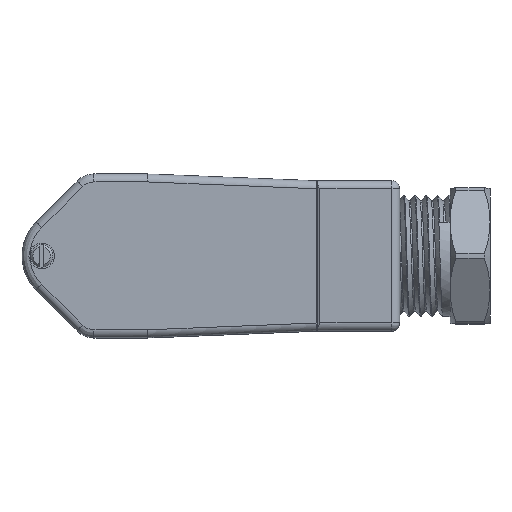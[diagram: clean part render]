
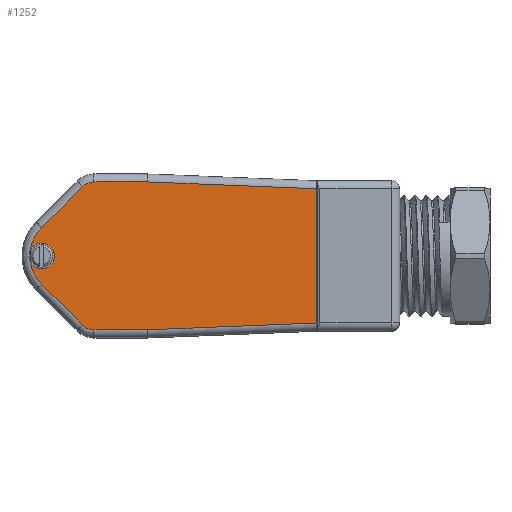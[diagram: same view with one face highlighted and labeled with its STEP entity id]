
A CAD part, top view. The second image highlights one B-rep face of the part: STEP entity #1252.
In plain terms, the highlighted planar face has unit normal (0, 0, 1).
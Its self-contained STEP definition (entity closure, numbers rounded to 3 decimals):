
#927=CIRCLE('',#7969,1.6);
#928=CIRCLE('',#7970,1.6);
#929=CIRCLE('',#7972,2.);
#930=CIRCLE('',#7973,5.);
#931=CIRCLE('',#7974,5.);
#932=CIRCLE('',#7975,2.);
#1252=ADVANCED_FACE('',(#1909),#1727,.T.);
#1727=PLANE('',#7976);
#1909=FACE_OUTER_BOUND('',#2338,.T.);
#2338=EDGE_LOOP('',(#2960,#2961,#2962,#2963,#2964,#2965,#2966,#2967,#2968,
#2969,#2970,#2971,#2972));
#2960=ORIENTED_EDGE('',*,*,#5832,.T.);
#2961=ORIENTED_EDGE('',*,*,#5833,.T.);
#2962=ORIENTED_EDGE('',*,*,#5834,.T.);
#2963=ORIENTED_EDGE('',*,*,#5835,.T.);
#2964=ORIENTED_EDGE('',*,*,#5836,.T.);
#2965=ORIENTED_EDGE('',*,*,#5830,.T.);
#2966=ORIENTED_EDGE('',*,*,#5829,.T.);
#2967=ORIENTED_EDGE('',*,*,#5837,.T.);
#2968=ORIENTED_EDGE('',*,*,#5838,.T.);
#2969=ORIENTED_EDGE('',*,*,#5839,.T.);
#2970=ORIENTED_EDGE('',*,*,#5840,.T.);
#2971=ORIENTED_EDGE('',*,*,#5841,.T.);
#2972=ORIENTED_EDGE('',*,*,#5842,.T.);
#5137=VERTEX_POINT('',#10806);
#5138=VERTEX_POINT('',#10807);
#5139=VERTEX_POINT('',#10809);
#5140=VERTEX_POINT('',#10816);
#5141=VERTEX_POINT('',#10817);
#5142=VERTEX_POINT('',#10819);
#5143=VERTEX_POINT('',#10821);
#5144=VERTEX_POINT('',#10823);
#5145=VERTEX_POINT('',#10826);
#5146=VERTEX_POINT('',#10828);
#5147=VERTEX_POINT('',#10830);
#5148=VERTEX_POINT('',#10832);
#5149=VERTEX_POINT('',#10834);
#5829=EDGE_CURVE('',#5137,#5138,#927,.T.);
#5830=EDGE_CURVE('',#5139,#5137,#928,.T.);
#5832=EDGE_CURVE('',#5140,#5141,#6911,.T.);
#5833=EDGE_CURVE('',#5141,#5142,#6912,.T.);
#5834=EDGE_CURVE('',#5142,#5143,#929,.T.);
#5835=EDGE_CURVE('',#5143,#5144,#6913,.T.);
#5836=EDGE_CURVE('',#5144,#5139,#930,.T.);
#5837=EDGE_CURVE('',#5138,#5145,#931,.T.);
#5838=EDGE_CURVE('',#5145,#5146,#6914,.T.);
#5839=EDGE_CURVE('',#5146,#5147,#932,.T.);
#5840=EDGE_CURVE('',#5147,#5148,#6915,.T.);
#5841=EDGE_CURVE('',#5148,#5149,#6916,.T.);
#5842=EDGE_CURVE('',#5149,#5140,#6917,.T.);
#6911=LINE('',#10815,#7460);
#6912=LINE('',#10818,#7461);
#6913=LINE('',#10822,#7462);
#6914=LINE('',#10827,#7463);
#6915=LINE('',#10831,#7464);
#6916=LINE('',#10833,#7465);
#6917=LINE('',#10835,#7466);
#7460=VECTOR('',#8784,1.);
#7461=VECTOR('',#8785,1.);
#7462=VECTOR('',#8788,1.);
#7463=VECTOR('',#8793,1.);
#7464=VECTOR('',#8796,1.);
#7465=VECTOR('',#8797,1.);
#7466=VECTOR('',#8798,1.);
#7969=AXIS2_PLACEMENT_3D('',#10805,#8778,#8779);
#7970=AXIS2_PLACEMENT_3D('',#10808,#8780,#8781);
#7972=AXIS2_PLACEMENT_3D('',#10820,#8786,#8787);
#7973=AXIS2_PLACEMENT_3D('',#10824,#8789,#8790);
#7974=AXIS2_PLACEMENT_3D('',#10825,#8791,#8792);
#7975=AXIS2_PLACEMENT_3D('',#10829,#8794,#8795);
#7976=AXIS2_PLACEMENT_3D('',#10836,#8799,#8800);
#8778=DIRECTION('',(0.,0.,-1.));
#8779=DIRECTION('',(0.,1.,0.));
#8780=DIRECTION('',(0.,0.,-1.));
#8781=DIRECTION('',(-0.879,0.477,0.));
#8784=DIRECTION('',(-0.999,0.04,0.));
#8785=DIRECTION('',(-1.,0.,0.));
#8786=DIRECTION('',(0.,0.,1.));
#8787=DIRECTION('',(0.,1.,0.));
#8788=DIRECTION('',(-0.707,-0.707,0.));
#8789=DIRECTION('',(0.,0.,1.));
#8790=DIRECTION('',(-0.707,0.707,0.));
#8791=DIRECTION('',(0.,0.,1.));
#8792=DIRECTION('',(-0.988,-0.153,0.));
#8793=DIRECTION('',(0.707,-0.707,0.));
#8794=DIRECTION('',(0.,0.,1.));
#8795=DIRECTION('',(-0.707,-0.707,0.));
#8796=DIRECTION('',(1.,0.,0.));
#8797=DIRECTION('',(0.999,0.04,0.));
#8798=DIRECTION('',(0.,1.,0.));
#8799=DIRECTION('',(0.,0.,1.));
#8800=DIRECTION('',(0.,1.,0.));
#10805=CARTESIAN_POINT('',(-11.3,0.,38.1));
#10806=CARTESIAN_POINT('',(-11.3,1.6,38.1));
#10807=CARTESIAN_POINT('',(-12.706,-0.764,38.1));
#10808=CARTESIAN_POINT('',(-11.3,0.,38.1));
#10809=CARTESIAN_POINT('',(-12.706,0.764,38.1));
#10815=CARTESIAN_POINT('',(23.1,8.399,38.1));
#10816=CARTESIAN_POINT('',(23.1,8.399,38.1));
#10817=CARTESIAN_POINT('',(1.98,9.25,38.1));
#10818=CARTESIAN_POINT('',(1.98,9.25,38.1));
#10819=CARTESIAN_POINT('',(-4.757,9.25,38.1));
#10820=CARTESIAN_POINT('',(-4.757,7.25,38.1));
#10821=CARTESIAN_POINT('',(-6.172,8.664,38.1));
#10822=CARTESIAN_POINT('',(-6.172,8.664,38.1));
#10823=CARTESIAN_POINT('',(-11.3,3.536,38.1));
#10824=CARTESIAN_POINT('',(-7.765,0.,38.1));
#10825=CARTESIAN_POINT('',(-7.765,0.,38.1));
#10826=CARTESIAN_POINT('',(-11.3,-3.536,38.1));
#10827=CARTESIAN_POINT('',(-11.3,-3.536,38.1));
#10828=CARTESIAN_POINT('',(-6.172,-8.664,38.1));
#10829=CARTESIAN_POINT('',(-4.757,-7.25,38.1));
#10830=CARTESIAN_POINT('',(-4.757,-9.25,38.1));
#10831=CARTESIAN_POINT('',(-4.757,-9.25,38.1));
#10832=CARTESIAN_POINT('',(1.98,-9.25,38.1));
#10833=CARTESIAN_POINT('',(1.98,-9.25,38.1));
#10834=CARTESIAN_POINT('',(23.1,-8.399,38.1));
#10835=CARTESIAN_POINT('',(23.1,-8.399,38.1));
#10836=CARTESIAN_POINT('',(24.022,-10.762,38.1));
